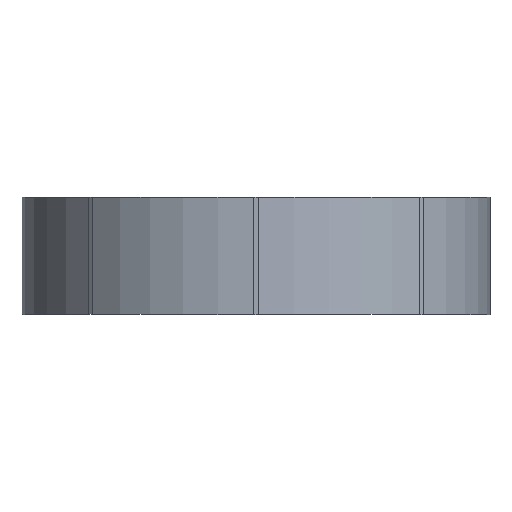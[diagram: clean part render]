
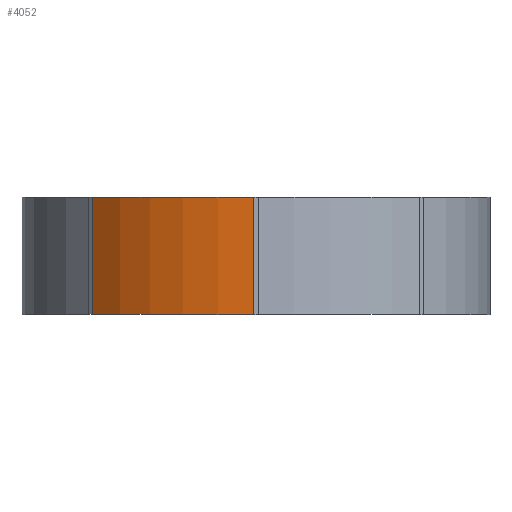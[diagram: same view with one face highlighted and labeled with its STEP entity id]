
A CAD part, left-side view. The second image highlights one B-rep face of the part: STEP entity #4052.
In plain terms, the highlighted cylindrical face has radius 100 mm (diameter 200 mm), a partial arc.
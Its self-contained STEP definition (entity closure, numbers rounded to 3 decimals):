
#44 = PLANE('',#45);
#45 = AXIS2_PLACEMENT_3D('',#46,#47,#48);
#46 = CARTESIAN_POINT('',(0.,0.,0.));
#47 = DIRECTION('',(0.,0.,1.));
#48 = DIRECTION('',(-0.707,0.707,0.));
#100 = PLANE('',#101);
#101 = AXIS2_PLACEMENT_3D('',#102,#103,#104);
#102 = CARTESIAN_POINT('',(0.,0.,50.));
#103 = DIRECTION('',(0.,0.,1.));
#104 = DIRECTION('',(-0.707,0.707,0.));
#918 = VERTEX_POINT('',#919);
#919 = CARTESIAN_POINT('',(-71.414,70.,0.));
#933 = PLANE('',#934);
#934 = AXIS2_PLACEMENT_3D('',#935,#936,#937);
#935 = CARTESIAN_POINT('',(-71.418,70.004,0.));
#936 = DIRECTION('',(0.707,0.707,0.));
#937 = DIRECTION('',(0.707,-0.707,0.));
#945 = EDGE_CURVE('',#918,#946,#948,.T.);
#946 = VERTEX_POINT('',#947);
#947 = CARTESIAN_POINT('',(-99.995,1.,0.));
#948 = SURFACE_CURVE('',#949,(#954,#961),.PCURVE_S1.);
#949 = CIRCLE('',#950,100.);
#950 = AXIS2_PLACEMENT_3D('',#951,#952,#953);
#951 = CARTESIAN_POINT('',(0.,0.,0.));
#952 = DIRECTION('',(0.,0.,1.));
#953 = DIRECTION('',(1.,0.,0.));
#954 = PCURVE('',#44,#955);
#955 = DEFINITIONAL_REPRESENTATION('',(#956),#960);
#956 = CIRCLE('',#957,100.);
#957 = AXIS2_PLACEMENT_2D('',#958,#959);
#958 = CARTESIAN_POINT('',(0.,0.));
#959 = DIRECTION('',(-0.707,-0.707));
#960 = ( GEOMETRIC_REPRESENTATION_CONTEXT(2) 
PARAMETRIC_REPRESENTATION_CONTEXT() REPRESENTATION_CONTEXT('2D SPACE',''
  ) );
#961 = PCURVE('',#962,#967);
#962 = CYLINDRICAL_SURFACE('',#963,100.);
#963 = AXIS2_PLACEMENT_3D('',#964,#965,#966);
#964 = CARTESIAN_POINT('',(0.,0.,0.));
#965 = DIRECTION('',(-0.,-0.,-1.));
#966 = DIRECTION('',(1.,0.,0.));
#967 = DEFINITIONAL_REPRESENTATION('',(#968),#972);
#968 = LINE('',#969,#970);
#969 = CARTESIAN_POINT('',(-0.,0.));
#970 = VECTOR('',#971,1.);
#971 = DIRECTION('',(-1.,0.));
#972 = ( GEOMETRIC_REPRESENTATION_CONTEXT(2) 
PARAMETRIC_REPRESENTATION_CONTEXT() REPRESENTATION_CONTEXT('2D SPACE',''
  ) );
#990 = PLANE('',#991);
#991 = AXIS2_PLACEMENT_3D('',#992,#993,#994);
#992 = CARTESIAN_POINT('',(100.,1.,0.));
#993 = DIRECTION('',(0.,-1.,0.));
#994 = DIRECTION('',(-1.,0.,0.));
#2399 = VERTEX_POINT('',#2400);
#2400 = CARTESIAN_POINT('',(-71.414,70.,50.));
#2421 = EDGE_CURVE('',#2399,#2422,#2424,.T.);
#2422 = VERTEX_POINT('',#2423);
#2423 = CARTESIAN_POINT('',(-99.995,1.,50.));
#2424 = SURFACE_CURVE('',#2425,(#2430,#2437),.PCURVE_S1.);
#2425 = CIRCLE('',#2426,100.);
#2426 = AXIS2_PLACEMENT_3D('',#2427,#2428,#2429);
#2427 = CARTESIAN_POINT('',(0.,0.,50.));
#2428 = DIRECTION('',(0.,0.,1.));
#2429 = DIRECTION('',(1.,0.,0.));
#2430 = PCURVE('',#100,#2431);
#2431 = DEFINITIONAL_REPRESENTATION('',(#2432),#2436);
#2432 = CIRCLE('',#2433,100.);
#2433 = AXIS2_PLACEMENT_2D('',#2434,#2435);
#2434 = CARTESIAN_POINT('',(0.,0.));
#2435 = DIRECTION('',(-0.707,-0.707));
#2436 = ( GEOMETRIC_REPRESENTATION_CONTEXT(2) 
PARAMETRIC_REPRESENTATION_CONTEXT() REPRESENTATION_CONTEXT('2D SPACE',''
  ) );
#2437 = PCURVE('',#962,#2438);
#2438 = DEFINITIONAL_REPRESENTATION('',(#2439),#2443);
#2439 = LINE('',#2440,#2441);
#2440 = CARTESIAN_POINT('',(-0.,-50.));
#2441 = VECTOR('',#2442,1.);
#2442 = DIRECTION('',(-1.,0.));
#2443 = ( GEOMETRIC_REPRESENTATION_CONTEXT(2) 
PARAMETRIC_REPRESENTATION_CONTEXT() REPRESENTATION_CONTEXT('2D SPACE',''
  ) );
#4032 = EDGE_CURVE('',#2422,#946,#4033,.T.);
#4033 = SURFACE_CURVE('',#4034,(#4038,#4044),.PCURVE_S1.);
#4034 = LINE('',#4035,#4036);
#4035 = CARTESIAN_POINT('',(-99.995,1.,0.));
#4036 = VECTOR('',#4037,1.);
#4037 = DIRECTION('',(-0.,-0.,-1.));
#4038 = PCURVE('',#990,#4039);
#4039 = DEFINITIONAL_REPRESENTATION('',(#4040),#4043);
#4040 = B_SPLINE_CURVE_WITH_KNOTS('',1,(#4041,#4042),.UNSPECIFIED.,.F.,
  .F.,(2,2),(-50.,0.),.PIECEWISE_BEZIER_KNOTS.);
#4041 = CARTESIAN_POINT('',(199.995,-50.));
#4042 = CARTESIAN_POINT('',(199.995,0.));
#4043 = ( GEOMETRIC_REPRESENTATION_CONTEXT(2) 
PARAMETRIC_REPRESENTATION_CONTEXT() REPRESENTATION_CONTEXT('2D SPACE',''
  ) );
#4044 = PCURVE('',#962,#4045);
#4045 = DEFINITIONAL_REPRESENTATION('',(#4046),#4049);
#4046 = B_SPLINE_CURVE_WITH_KNOTS('',1,(#4047,#4048),.UNSPECIFIED.,.F.,
  .F.,(2,2),(-50.,0.),.PIECEWISE_BEZIER_KNOTS.);
#4047 = CARTESIAN_POINT('',(-3.132,-50.));
#4048 = CARTESIAN_POINT('',(-3.132,0.));
#4049 = ( GEOMETRIC_REPRESENTATION_CONTEXT(2) 
PARAMETRIC_REPRESENTATION_CONTEXT() REPRESENTATION_CONTEXT('2D SPACE',''
  ) );
#4052 = ADVANCED_FACE('',(#4053),#962,.T.);
#4053 = FACE_BOUND('',#4054,.F.);
#4054 = EDGE_LOOP('',(#4055,#4056,#4075,#4076));
#4055 = ORIENTED_EDGE('',*,*,#945,.F.);
#4056 = ORIENTED_EDGE('',*,*,#4057,.F.);
#4057 = EDGE_CURVE('',#2399,#918,#4058,.T.);
#4058 = SURFACE_CURVE('',#4059,(#4063,#4069),.PCURVE_S1.);
#4059 = LINE('',#4060,#4061);
#4060 = CARTESIAN_POINT('',(-71.414,70.,0.));
#4061 = VECTOR('',#4062,1.);
#4062 = DIRECTION('',(-0.,-0.,-1.));
#4063 = PCURVE('',#962,#4064);
#4064 = DEFINITIONAL_REPRESENTATION('',(#4065),#4068);
#4065 = B_SPLINE_CURVE_WITH_KNOTS('',1,(#4066,#4067),.UNSPECIFIED.,.F.,
  .F.,(2,2),(-50.,0.),.PIECEWISE_BEZIER_KNOTS.);
#4066 = CARTESIAN_POINT('',(-2.366,-50.));
#4067 = CARTESIAN_POINT('',(-2.366,0.));
#4068 = ( GEOMETRIC_REPRESENTATION_CONTEXT(2) 
PARAMETRIC_REPRESENTATION_CONTEXT() REPRESENTATION_CONTEXT('2D SPACE',''
  ) );
#4069 = PCURVE('',#933,#4070);
#4070 = DEFINITIONAL_REPRESENTATION('',(#4071),#4074);
#4071 = B_SPLINE_CURVE_WITH_KNOTS('',1,(#4072,#4073),.UNSPECIFIED.,.F.,
  .F.,(2,2),(-50.,0.),.PIECEWISE_BEZIER_KNOTS.);
#4072 = CARTESIAN_POINT('',(0.005,-50.));
#4073 = CARTESIAN_POINT('',(0.005,0.));
#4074 = ( GEOMETRIC_REPRESENTATION_CONTEXT(2) 
PARAMETRIC_REPRESENTATION_CONTEXT() REPRESENTATION_CONTEXT('2D SPACE',''
  ) );
#4075 = ORIENTED_EDGE('',*,*,#2421,.T.);
#4076 = ORIENTED_EDGE('',*,*,#4032,.T.);
